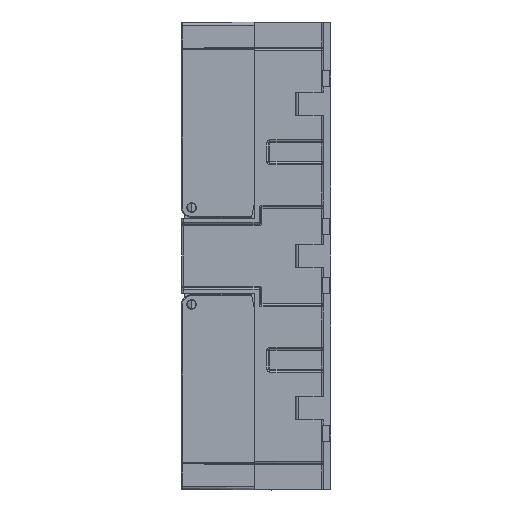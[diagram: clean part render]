
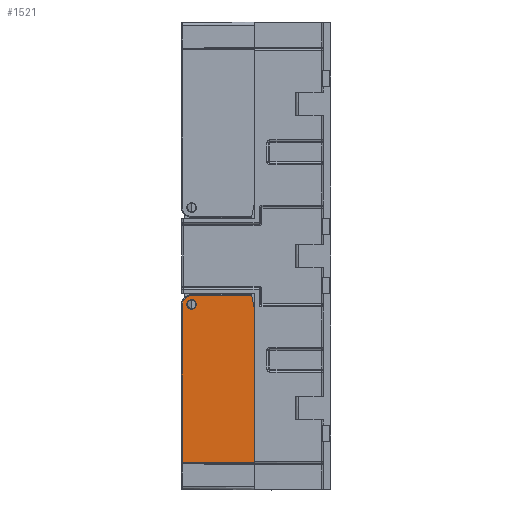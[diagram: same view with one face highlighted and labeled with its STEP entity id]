
A CAD part, left-side view. The second image highlights one B-rep face of the part: STEP entity #1521.
In plain terms, the highlighted planar face has unit normal (-1, 0.009, 0).
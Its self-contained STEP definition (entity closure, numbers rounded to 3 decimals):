
#96=FACE_BOUND('',#5120,.T.);
#1521=ADVANCED_FACE('',(#3282,#96),#26985,.T.);
#3282=FACE_OUTER_BOUND('',#5119,.T.);
#5119=EDGE_LOOP('',(#12658,#12659,#12660,#12661,#12662,#12663));
#5120=EDGE_LOOP('',(#12664,#12665));
#12658=ORIENTED_EDGE('',*,*,#18227,.F.);
#12659=ORIENTED_EDGE('',*,*,#18064,.F.);
#12660=ORIENTED_EDGE('',*,*,#18063,.F.);
#12661=ORIENTED_EDGE('',*,*,#18214,.F.);
#12662=ORIENTED_EDGE('',*,*,#17929,.T.);
#12663=ORIENTED_EDGE('',*,*,#18065,.F.);
#12664=ORIENTED_EDGE('',*,*,#18046,.T.);
#12665=ORIENTED_EDGE('',*,*,#17986,.T.);
#17929=EDGE_CURVE('',#25606,#25616,#22740,.T.);
#17986=EDGE_CURVE('',#25657,#25656,#19786,.T.);
#18046=EDGE_CURVE('',#25656,#25657,#19795,.T.);
#18063=EDGE_CURVE('',#25714,#25715,#22831,.T.);
#18064=EDGE_CURVE('',#25715,#25716,#19797,.T.);
#18065=EDGE_CURVE('',#25717,#25616,#22832,.T.);
#18214=EDGE_CURVE('',#25606,#25714,#22950,.T.);
#18227=EDGE_CURVE('',#25716,#25717,#22959,.T.);
#19786=(
BOUNDED_CURVE()
B_SPLINE_CURVE(3,(#72464,#72465,#72466,#72467),.UNSPECIFIED.,.F.,.F.)
B_SPLINE_CURVE_WITH_KNOTS((4,4),(0.,3.142),.UNSPECIFIED.)
CURVE()
GEOMETRIC_REPRESENTATION_ITEM()
RATIONAL_B_SPLINE_CURVE((1.,0.333,0.333,1.))
REPRESENTATION_ITEM('')
);
#19795=(
BOUNDED_CURVE()
B_SPLINE_CURVE(3,(#72676,#72677,#72678,#72679),.UNSPECIFIED.,.F.,.F.)
B_SPLINE_CURVE_WITH_KNOTS((4,4),(3.142,6.283),
 .UNSPECIFIED.)
CURVE()
GEOMETRIC_REPRESENTATION_ITEM()
RATIONAL_B_SPLINE_CURVE((1.,0.333,0.333,1.))
REPRESENTATION_ITEM('')
);
#19797=(
BOUNDED_CURVE()
B_SPLINE_CURVE(3,(#72752,#72753,#72754,#72755),.UNSPECIFIED.,.F.,.F.)
B_SPLINE_CURVE_WITH_KNOTS((4,4),(-6.283,-4.721),
 .UNSPECIFIED.)
CURVE()
GEOMETRIC_REPRESENTATION_ITEM()
RATIONAL_B_SPLINE_CURVE((1.,0.807,0.807,1.))
REPRESENTATION_ITEM('')
);
#22740=B_SPLINE_CURVE_WITH_KNOTS('',1,(#72226,#72227),.UNSPECIFIED.,.F.,
 .F.,(2,2),(0.,52.7),.UNSPECIFIED.);
#22831=B_SPLINE_CURVE_WITH_KNOTS('',1,(#72750,#72751),.UNSPECIFIED.,.F.,
 .F.,(2,2),(-53.797,0.),.UNSPECIFIED.);
#22832=B_SPLINE_CURVE_WITH_KNOTS('',1,(#72756,#72757),.UNSPECIFIED.,.F.,
 .F.,(2,2),(-4.785,0.),.UNSPECIFIED.);
#22950=B_SPLINE_CURVE_WITH_KNOTS('',1,(#73487,#73488),.UNSPECIFIED.,.F.,
 .F.,(2,2),(-24.704,0.),.UNSPECIFIED.);
#22959=B_SPLINE_CURVE_WITH_KNOTS('',1,(#73519,#73520),.UNSPECIFIED.,.F.,
 .F.,(2,2),(-20.594,0.),.UNSPECIFIED.);
#25606=VERTEX_POINT('',#71165);
#25616=VERTEX_POINT('',#71175);
#25656=VERTEX_POINT('',#71215);
#25657=VERTEX_POINT('',#71216);
#25714=VERTEX_POINT('',#71273);
#25715=VERTEX_POINT('',#71274);
#25716=VERTEX_POINT('',#71275);
#25717=VERTEX_POINT('',#71276);
#26985=PLANE('',#28645);
#28645=AXIS2_PLACEMENT_3D('',#68718,#29471,$);
#29471=DIRECTION('',(-1.,0.009,0.));
#68718=CARTESIAN_POINT('',(-30.447,23.629,-7.58));
#71165=CARTESIAN_POINT('',(-30.425,26.1,-70.775));
#71175=CARTESIAN_POINT('',(-30.425,26.1,-18.075));
#71215=CARTESIAN_POINT('',(-30.252,45.975,-16.575));
#71216=CARTESIAN_POINT('',(-30.223,49.225,-16.575));
#71273=CARTESIAN_POINT('',(-30.209,50.803,-70.559));
#71274=CARTESIAN_POINT('',(-30.209,50.803,-16.763));
#71275=CARTESIAN_POINT('',(-30.237,47.631,-13.563));
#71276=CARTESIAN_POINT('',(-30.417,27.038,-13.383));
#72226=CARTESIAN_POINT('',(-30.425,26.1,-70.775));
#72227=CARTESIAN_POINT('',(-30.425,26.1,-18.075));
#72464=CARTESIAN_POINT('',(-30.223,49.225,-16.575));
#72465=CARTESIAN_POINT('',(-30.223,49.225,-13.325));
#72466=CARTESIAN_POINT('',(-30.252,45.975,-13.325));
#72467=CARTESIAN_POINT('',(-30.252,45.975,-16.575));
#72676=CARTESIAN_POINT('',(-30.252,45.975,-16.575));
#72677=CARTESIAN_POINT('',(-30.252,45.975,-19.825));
#72678=CARTESIAN_POINT('',(-30.223,49.225,-19.825));
#72679=CARTESIAN_POINT('',(-30.223,49.225,-16.575));
#72750=CARTESIAN_POINT('',(-30.209,50.803,-70.559));
#72751=CARTESIAN_POINT('',(-30.209,50.803,-16.763));
#72752=CARTESIAN_POINT('',(-30.209,50.803,-16.763));
#72753=CARTESIAN_POINT('',(-30.209,50.803,-14.901));
#72754=CARTESIAN_POINT('',(-30.221,49.492,-13.579));
#72755=CARTESIAN_POINT('',(-30.237,47.631,-13.563));
#72756=CARTESIAN_POINT('',(-30.417,27.038,-13.383));
#72757=CARTESIAN_POINT('',(-30.425,26.1,-18.075));
#73487=CARTESIAN_POINT('',(-30.425,26.1,-70.775));
#73488=CARTESIAN_POINT('',(-30.209,50.803,-70.559));
#73519=CARTESIAN_POINT('',(-30.237,47.631,-13.563));
#73520=CARTESIAN_POINT('',(-30.417,27.038,-13.383));
